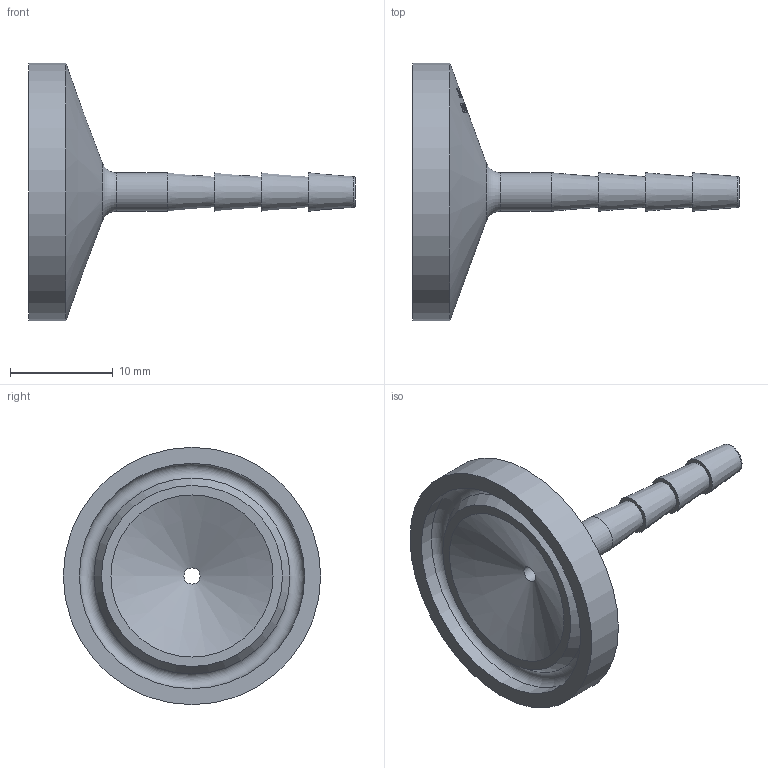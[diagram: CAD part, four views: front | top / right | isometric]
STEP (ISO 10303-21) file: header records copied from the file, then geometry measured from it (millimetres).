
FILE_DESCRIPTION(/* description */ (''),/* implementation_level */ '2;1');
FILE_NAME(/* name */ '14MPHR-.75X.125.stp',/* time_stamp */ '2021-01-05T09:31:20-05:00',/* author */ ('rick'),/* organization */ (''),/* preprocessor_version */ 'ST-DEVELOPER v18',/* originating_system */ 'Autodesk Inventor 2020',/* authorisation */ '');
FILE_SCHEMA (('AUTOMOTIVE_DESIGN { 1 0 10303 214 3 1 1 }'));
Length unit declared in the file: inch
Products named in the file (1): 14MPHR-.75X.125
Bounding box: 31.75 x 24.99 x 24.99 mm (x, y, z)
Volume: 2039.5 mm3; surface area: 1892.3 mm2
Topology: 1 solids, 1 shells, 443 faces, 1209 edges, 812 vertices
Faces by surface type: plane 215, bspline 173, cone 47, torus 4, cylinder 4
Full cylindrical faces by diameter (mm): 1.575 x1, 3.734 x1, 21.895 x1, 24.994 x1
Entity records: 16988 total; most frequent: CARTESIAN_POINT 8033, ORIENTED_EDGE 2418, EDGE_CURVE 1209, DIRECTION 1046, VERTEX_POINT 812, EDGE_LOOP 489, FACE_OUTER_BOUND 443, ADVANCED_FACE 443
